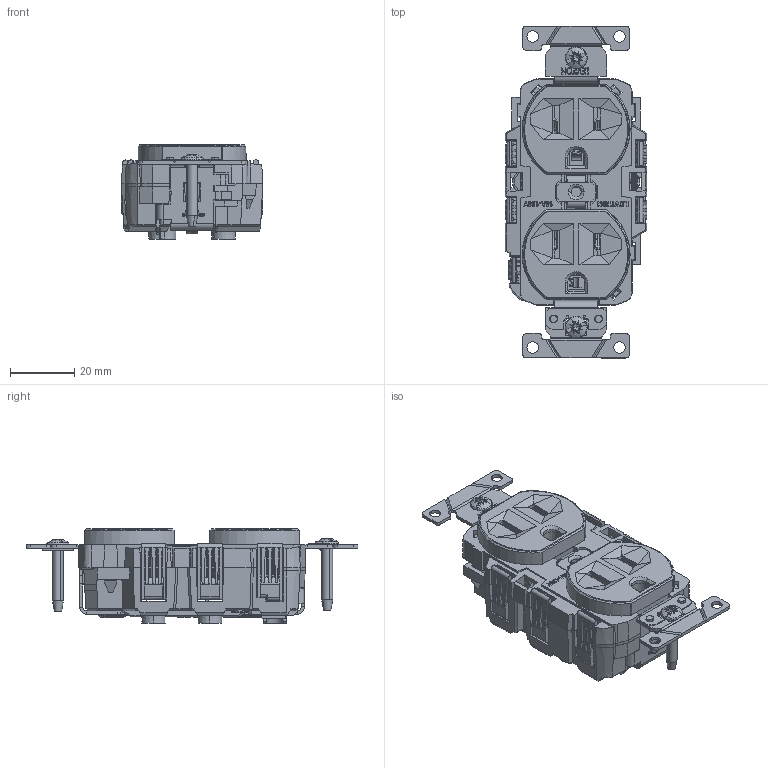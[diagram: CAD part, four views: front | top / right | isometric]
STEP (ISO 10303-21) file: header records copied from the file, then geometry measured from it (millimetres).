
FILE_DESCRIPTION (( 'STEP AP214' ), '1' );
FILE_NAME ('ORC5545-M01-15A.STEP', '2024-10-28T12:17:14', ( '' ), ( '' ), 'SwSTEP 2.0', 'SolidWorks 2024', '' );
FILE_SCHEMA (( 'AUTOMOTIVE_DESIGN' ));
Products named in the file (1): ORC5545-M01-15A
Bounding box: 44.07 x 103.17 x 29.33 mm (x, y, z)
Surface area: 22221.4 mm2 (no closed solid volume)
Topology: 0 solids, 48 shells, 2564 faces, 10066 edges, 7319 vertices
Faces by surface type: plane 1814, cylinder 321, bspline 297, cone 84, torus 32, sphere 16
Entity records: 123436 total; most frequent: CARTESIAN_POINT 45547, ORIENTED_EDGE 15378, DIRECTION 13809, EDGE_CURVE 10062, VECTOR 7631, LINE 7631, VERTEX_POINT 7319, AXIS2_PLACEMENT_3D 3089
